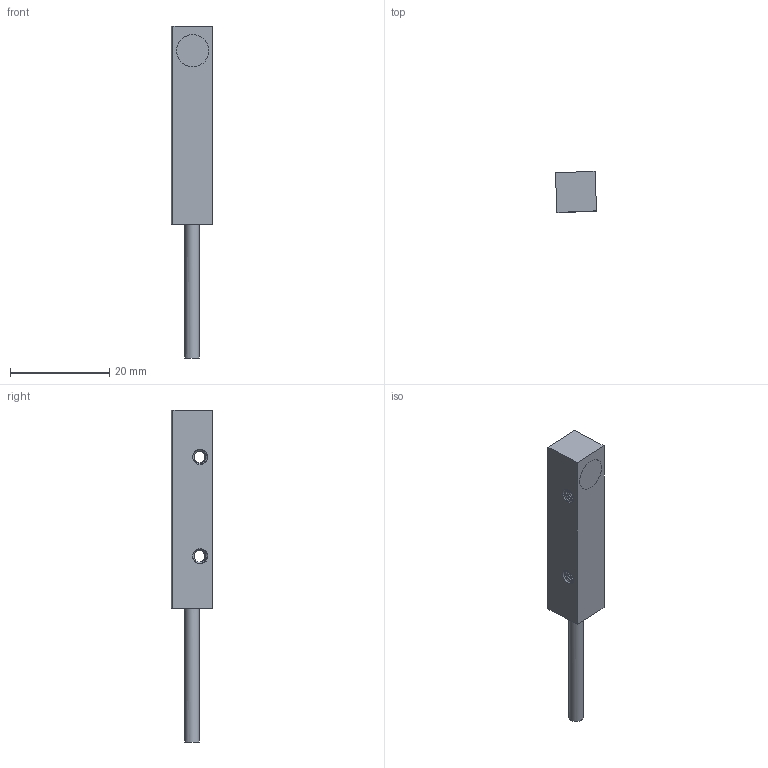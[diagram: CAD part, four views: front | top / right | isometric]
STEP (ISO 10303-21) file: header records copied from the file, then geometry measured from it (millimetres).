
FILE_DESCRIPTION(/* description */ (''),/* implementation_level */ '2;1');
FILE_NAME(/* name */ 'INS-Q08-B02XX-2C_KABEL.stp',/* time_stamp */ '2021-08-13T11:36:18+02:00',/* author */ ('S. Sandt'),/* organization */ ('di-soric GmbH & Co. KG'),/* preprocessor_version */ 'ST-DEVELOPER v18.1',/* originating_system */ 'Autodesk Inventor 2021',/* authorisation */ '');
FILE_SCHEMA (('AUTOMOTIVE_DESIGN { 1 0 10303 214 3 1 1 }'));
Length unit declared in the file: millimetre
Products named in the file (1): Bauteil1
Bounding box: 8.31 x 8.31 x 67 mm (x, y, z)
Volume: 2581.7 mm3; surface area: 2021.1 mm2
Topology: 3 solids, 3 shells, 65 faces, 171 edges, 113 vertices
Faces by surface type: cylinder 37, plane 13, cone 11, bspline 4
Full cylindrical faces by diameter (mm): 2.46 x29, 2.9 x2, 6.5 x1, 6.51 x1
Entity records: 7689 total; most frequent: CARTESIAN_POINT 6188, ORIENTED_EDGE 340, DIRECTION 232, EDGE_CURVE 170, VERTEX_POINT 113, B_SPLINE_CURVE_WITH_KNOTS 86, AXIS2_PLACEMENT_3D 86, EDGE_LOOP 71
